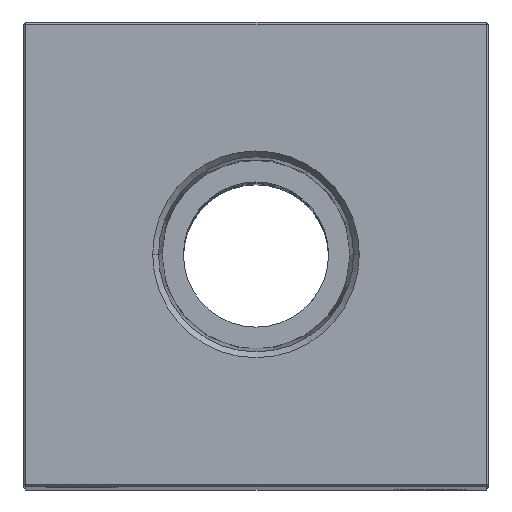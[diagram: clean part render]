
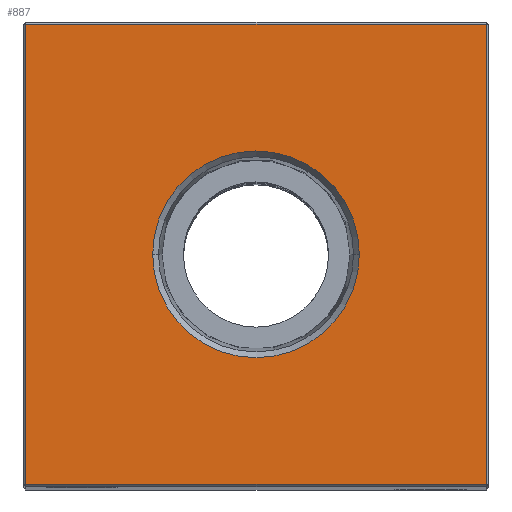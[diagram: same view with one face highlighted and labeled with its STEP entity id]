
A CAD part, top view. The second image highlights one B-rep face of the part: STEP entity #887.
In plain terms, the highlighted planar face has unit normal (0, 0, 1).
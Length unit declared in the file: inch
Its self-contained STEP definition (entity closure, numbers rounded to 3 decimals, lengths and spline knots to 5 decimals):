
#150 = CARTESIAN_POINT ( 'NONE',  ( 0., -0.99, 8.25 ) ) ;
#542 = FACE_OUTER_BOUND ( 'NONE', #7830, .T. ) ;
#887 = ADVANCED_FACE ( 'NONE', ( #542, #12318 ), #18205, .F. ) ;
#1820 = ORIENTED_EDGE ( 'NONE', *, *, #10631, .T. ) ;
#1847 = VERTEX_POINT ( 'NONE', #14781 ) ;
#2071 = DIRECTION ( 'NONE',  ( 0., 0., -1. ) ) ;
#2269 = VECTOR ( 'NONE', #6015, 39.37008 ) ;
#2980 = VECTOR ( 'NONE', #14842, 39.37008 ) ;
#4533 = DIRECTION ( 'NONE',  ( 1., 0., 0. ) ) ;
#5894 = VERTEX_POINT ( 'NONE', #20200 ) ;
#6015 = DIRECTION ( 'NONE',  ( 1., 0., 0. ) ) ;
#6026 = DIRECTION ( 'NONE',  ( -1., 0., 0. ) ) ;
#6275 = EDGE_CURVE ( 'NONE', #11006, #1847, #10861, .T. ) ;
#7010 = CARTESIAN_POINT ( 'NONE',  ( -0.99, 0., 8.25 ) ) ;
#7439 = LINE ( 'NONE', #23095, #7584 ) ;
#7584 = VECTOR ( 'NONE', #20671, 39.37008 ) ;
#7830 = EDGE_LOOP ( 'NONE', ( #24083, #22371, #20496, #1820 ) ) ;
#8585 = AXIS2_PLACEMENT_3D ( 'NONE', #11809, #2071, #6026 ) ;
#8628 = DIRECTION ( 'NONE',  ( 0., 0., 1. ) ) ;
#9251 = CARTESIAN_POINT ( 'NONE',  ( 0.99, 0., 8.25 ) ) ;
#10631 = EDGE_CURVE ( 'NONE', #5894, #21192, #7439, .T. ) ;
#10741 = EDGE_CURVE ( 'NONE', #18319, #12492, #13476, .T. ) ;
#10775 = CARTESIAN_POINT ( 'NONE',  ( -0.99, 0.99, 8.25 ) ) ;
#10861 = CIRCLE ( 'NONE', #21907, 0.44487 ) ;
#11006 = VERTEX_POINT ( 'NONE', #13441 ) ;
#11421 = LINE ( 'NONE', #9251, #20757 ) ;
#11809 = CARTESIAN_POINT ( 'NONE',  ( 0., 0., 8.25 ) ) ;
#12156 = CARTESIAN_POINT ( 'NONE',  ( 0., 0., 8.25 ) ) ;
#12318 = FACE_BOUND ( 'NONE', #16313, .T. ) ;
#12492 = VERTEX_POINT ( 'NONE', #16641 ) ;
#13441 = CARTESIAN_POINT ( 'NONE',  ( 0.44487, 0., 8.25 ) ) ;
#13476 = LINE ( 'NONE', #150, #2269 ) ;
#13904 = EDGE_CURVE ( 'NONE', #12492, #5894, #11421, .T. ) ;
#14420 = CIRCLE ( 'NONE', #23436, 0.44487 ) ;
#14781 = CARTESIAN_POINT ( 'NONE',  ( -0.44487, 0., 8.25 ) ) ;
#14842 = DIRECTION ( 'NONE',  ( 0., -1., 0. ) ) ;
#14968 = LINE ( 'NONE', #7010, #2980 ) ;
#16313 = EDGE_LOOP ( 'NONE', ( #25260, #21933 ) ) ;
#16641 = CARTESIAN_POINT ( 'NONE',  ( 0.99, -0.99, 8.25 ) ) ;
#18205 = PLANE ( 'NONE',  #8585 ) ;
#18319 = VERTEX_POINT ( 'NONE', #18860 ) ;
#18860 = CARTESIAN_POINT ( 'NONE',  ( -0.99, -0.99, 8.25 ) ) ;
#19725 = DIRECTION ( 'NONE',  ( 1., 0., 0. ) ) ;
#19979 = DIRECTION ( 'NONE',  ( 0., 0., 1. ) ) ;
#20200 = CARTESIAN_POINT ( 'NONE',  ( 0.99, 0.99, 8.25 ) ) ;
#20496 = ORIENTED_EDGE ( 'NONE', *, *, #13904, .T. ) ;
#20671 = DIRECTION ( 'NONE',  ( -1., 0., 0. ) ) ;
#20757 = VECTOR ( 'NONE', #21042, 39.37008 ) ;
#21042 = DIRECTION ( 'NONE',  ( 0., 1., 0. ) ) ;
#21192 = VERTEX_POINT ( 'NONE', #10775 ) ;
#21907 = AXIS2_PLACEMENT_3D ( 'NONE', #21972, #8628, #4533 ) ;
#21933 = ORIENTED_EDGE ( 'NONE', *, *, #24245, .F. ) ;
#21972 = CARTESIAN_POINT ( 'NONE',  ( 0., 0., 8.25 ) ) ;
#22371 = ORIENTED_EDGE ( 'NONE', *, *, #10741, .T. ) ;
#23095 = CARTESIAN_POINT ( 'NONE',  ( 0., 0.99, 8.25 ) ) ;
#23436 = AXIS2_PLACEMENT_3D ( 'NONE', #12156, #19979, #19725 ) ;
#24083 = ORIENTED_EDGE ( 'NONE', *, *, #24427, .T. ) ;
#24245 = EDGE_CURVE ( 'NONE', #1847, #11006, #14420, .T. ) ;
#24427 = EDGE_CURVE ( 'NONE', #21192, #18319, #14968, .T. ) ;
#25260 = ORIENTED_EDGE ( 'NONE', *, *, #6275, .F. ) ;
